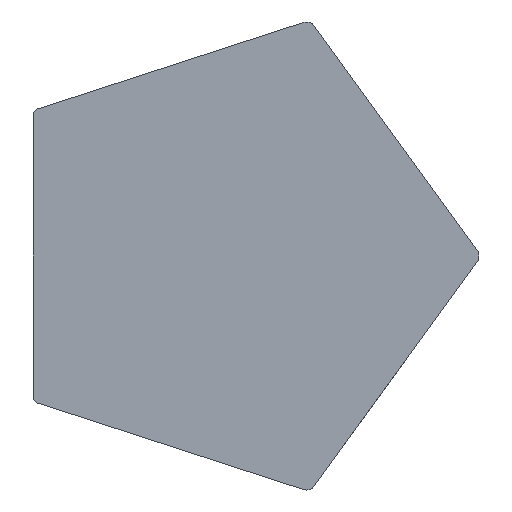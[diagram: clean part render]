
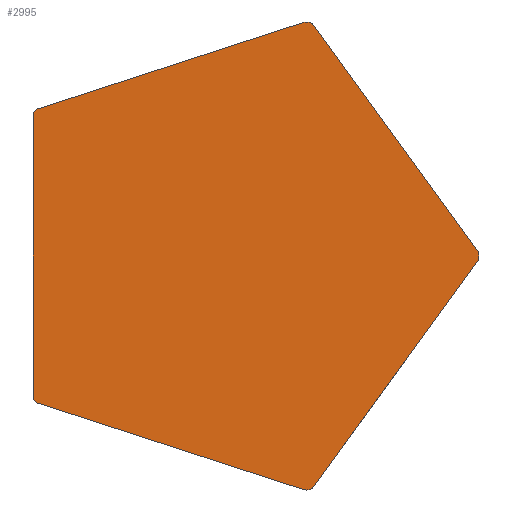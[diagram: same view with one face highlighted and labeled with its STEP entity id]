
A CAD part, front view. The second image highlights one B-rep face of the part: STEP entity #2995.
In plain terms, the highlighted planar face has unit normal (0, -1, 0).
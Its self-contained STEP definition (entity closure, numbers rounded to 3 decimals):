
#16 = CIRCLE ( 'NONE', #474, 2. ) ;
#32 = EDGE_CURVE ( 'NONE', #2604, #3256, #2482, .T. ) ;
#182 = DIRECTION ( 'NONE',  ( 0., 0., 1. ) ) ;
#243 = EDGE_CURVE ( 'NONE', #4273, #1018, #2390, .T. ) ;
#301 = EDGE_CURVE ( 'NONE', #3167, #3256, #980, .T. ) ;
#413 = CIRCLE ( 'NONE', #2402, 2. ) ;
#414 = VECTOR ( 'NONE', #4639, 1000. ) ;
#474 = AXIS2_PLACEMENT_3D ( 'NONE', #3087, #3889, #3816 ) ;
#516 = ORIENTED_EDGE ( 'NONE', *, *, #3274, .T. ) ;
#539 = DIRECTION ( 'NONE',  ( 0., 0., 1. ) ) ;
#557 = ORIENTED_EDGE ( 'NONE', *, *, #1330, .T. ) ;
#565 = VECTOR ( 'NONE', #4437, 1000. ) ;
#727 = ORIENTED_EDGE ( 'NONE', *, *, #1245, .F. ) ;
#775 = EDGE_LOOP ( 'NONE', ( #2461, #2893, #727, #516, #3116, #557, #2927, #4290, #2007, #3870, #1583 ) ) ;
#809 = VERTEX_POINT ( 'NONE', #1191 ) ;
#893 = CARTESIAN_POINT ( 'NONE',  ( -43.618, 0., 33.143 ) ) ;
#901 = CARTESIAN_POINT ( 'NONE',  ( 16.425, 0., -50.55 ) ) ;
#980 = LINE ( 'NONE', #4567, #3097 ) ;
#1003 = DIRECTION ( 'NONE',  ( 0.951, 0., 0.309 ) ) ;
#1016 = LINE ( 'NONE', #2479, #3980 ) ;
#1018 = VERTEX_POINT ( 'NONE', #1610 ) ;
#1065 = EDGE_CURVE ( 'NONE', #4329, #1561, #16, .T. ) ;
#1167 = CARTESIAN_POINT ( 'NONE',  ( -45., 0., 31.241 ) ) ;
#1191 = CARTESIAN_POINT ( 'NONE',  ( 16.425, 0., -52.55 ) ) ;
#1233 = DIRECTION ( 'NONE',  ( 0., 0., 1. ) ) ;
#1245 = EDGE_CURVE ( 'NONE', #4738, #4484, #2825, .T. ) ;
#1305 = DIRECTION ( 'NONE',  ( 0., 1., 0. ) ) ;
#1330 = EDGE_CURVE ( 'NONE', #4273, #809, #2097, .T. ) ;
#1561 = VERTEX_POINT ( 'NONE', #4271 ) ;
#1566 = DIRECTION ( 'NONE',  ( 0., -1., 0. ) ) ;
#1581 = CARTESIAN_POINT ( 'NONE',  ( -43., 0., -31.241 ) ) ;
#1583 = ORIENTED_EDGE ( 'NONE', *, *, #32, .T. ) ;
#1610 = CARTESIAN_POINT ( 'NONE',  ( -43.618, 0., -33.143 ) ) ;
#1662 = VERTEX_POINT ( 'NONE', #1950 ) ;
#1666 = CARTESIAN_POINT ( 'NONE',  ( 15.807, 0., -52.452 ) ) ;
#1696 = CARTESIAN_POINT ( 'NONE',  ( 17.188, 0., 52.901 ) ) ;
#1923 = CARTESIAN_POINT ( 'NONE',  ( 15.807, 0., 52.452 ) ) ;
#1950 = CARTESIAN_POINT ( 'NONE',  ( 18.043, 0., -51.725 ) ) ;
#1955 = DIRECTION ( 'NONE',  ( 0., 0., 1. ) ) ;
#1979 = DIRECTION ( 'NONE',  ( 0., -1., 0. ) ) ;
#1995 = DIRECTION ( 'NONE',  ( 0., -1., 0. ) ) ;
#1998 = EDGE_CURVE ( 'NONE', #2604, #1561, #3540, .T. ) ;
#2007 = ORIENTED_EDGE ( 'NONE', *, *, #1065, .T. ) ;
#2097 = CIRCLE ( 'NONE', #2705, 2. ) ;
#2129 = AXIS2_PLACEMENT_3D ( 'NONE', #3814, #1305, #1233 ) ;
#2329 = FACE_OUTER_BOUND ( 'NONE', #775, .T. ) ;
#2390 = LINE ( 'NONE', #4299, #414 ) ;
#2394 = CIRCLE ( 'NONE', #3246, 2. ) ;
#2402 = AXIS2_PLACEMENT_3D ( 'NONE', #901, #1566, #1955 ) ;
#2461 = ORIENTED_EDGE ( 'NONE', *, *, #301, .F. ) ;
#2479 = CARTESIAN_POINT ( 'NONE',  ( 55.623, 0., 0. ) ) ;
#2482 = CIRCLE ( 'NONE', #4335, 2. ) ;
#2555 = CIRCLE ( 'NONE', #4722, 2. ) ;
#2604 = VERTEX_POINT ( 'NONE', #3779 ) ;
#2705 = AXIS2_PLACEMENT_3D ( 'NONE', #4587, #3212, #4683 ) ;
#2784 = CARTESIAN_POINT ( 'NONE',  ( 16.425, 0., 50.55 ) ) ;
#2825 = LINE ( 'NONE', #4297, #2935 ) ;
#2893 = ORIENTED_EDGE ( 'NONE', *, *, #4653, .T. ) ;
#2927 = ORIENTED_EDGE ( 'NONE', *, *, #4709, .T. ) ;
#2935 = VECTOR ( 'NONE', #182, 1000. ) ;
#2995 = ADVANCED_FACE ( 'NONE', ( #2329 ), #4606, .F. ) ;
#3061 = DIRECTION ( 'NONE',  ( 0., 0., 1. ) ) ;
#3067 = CARTESIAN_POINT ( 'NONE',  ( -43., 0., 31.241 ) ) ;
#3087 = CARTESIAN_POINT ( 'NONE',  ( 53.151, 0., 0. ) ) ;
#3097 = VECTOR ( 'NONE', #1003, 1000. ) ;
#3116 = ORIENTED_EDGE ( 'NONE', *, *, #243, .F. ) ;
#3167 = VERTEX_POINT ( 'NONE', #893 ) ;
#3212 = DIRECTION ( 'NONE',  ( 0., -1., 0. ) ) ;
#3222 = DIRECTION ( 'NONE',  ( 0., -1., 0. ) ) ;
#3246 = AXIS2_PLACEMENT_3D ( 'NONE', #1581, #1995, #3061 ) ;
#3256 = VERTEX_POINT ( 'NONE', #1923 ) ;
#3274 = EDGE_CURVE ( 'NONE', #4738, #1018, #2394, .T. ) ;
#3446 = EDGE_CURVE ( 'NONE', #4329, #1662, #1016, .T. ) ;
#3540 = LINE ( 'NONE', #1696, #565 ) ;
#3560 = CARTESIAN_POINT ( 'NONE',  ( 54.769, 0., -1.176 ) ) ;
#3746 = CARTESIAN_POINT ( 'NONE',  ( -45., 0., -31.241 ) ) ;
#3779 = CARTESIAN_POINT ( 'NONE',  ( 18.043, 0., 51.725 ) ) ;
#3814 = CARTESIAN_POINT ( 'NONE',  ( 0., 0., 0. ) ) ;
#3816 = DIRECTION ( 'NONE',  ( 0., 0., 1. ) ) ;
#3870 = ORIENTED_EDGE ( 'NONE', *, *, #1998, .F. ) ;
#3889 = DIRECTION ( 'NONE',  ( 0., -1., 0. ) ) ;
#3955 = DIRECTION ( 'NONE',  ( -0.588, 0., -0.809 ) ) ;
#3980 = VECTOR ( 'NONE', #3955, 1000. ) ;
#4271 = CARTESIAN_POINT ( 'NONE',  ( 54.769, 0., 1.176 ) ) ;
#4273 = VERTEX_POINT ( 'NONE', #1666 ) ;
#4290 = ORIENTED_EDGE ( 'NONE', *, *, #3446, .F. ) ;
#4297 = CARTESIAN_POINT ( 'NONE',  ( -45., 0., -32.694 ) ) ;
#4299 = CARTESIAN_POINT ( 'NONE',  ( 17.188, 0., -52.901 ) ) ;
#4309 = DIRECTION ( 'NONE',  ( 0., 0., 1. ) ) ;
#4329 = VERTEX_POINT ( 'NONE', #3560 ) ;
#4335 = AXIS2_PLACEMENT_3D ( 'NONE', #2784, #3222, #4309 ) ;
#4437 = DIRECTION ( 'NONE',  ( 0.588, 0., -0.809 ) ) ;
#4484 = VERTEX_POINT ( 'NONE', #1167 ) ;
#4567 = CARTESIAN_POINT ( 'NONE',  ( -45., 0., 32.694 ) ) ;
#4587 = CARTESIAN_POINT ( 'NONE',  ( 16.425, 0., -50.55 ) ) ;
#4606 = PLANE ( 'NONE',  #2129 ) ;
#4639 = DIRECTION ( 'NONE',  ( -0.951, 0., 0.309 ) ) ;
#4653 = EDGE_CURVE ( 'NONE', #3167, #4484, #2555, .T. ) ;
#4683 = DIRECTION ( 'NONE',  ( 0., 0., 1. ) ) ;
#4709 = EDGE_CURVE ( 'NONE', #809, #1662, #413, .T. ) ;
#4722 = AXIS2_PLACEMENT_3D ( 'NONE', #3067, #1979, #539 ) ;
#4738 = VERTEX_POINT ( 'NONE', #3746 ) ;
